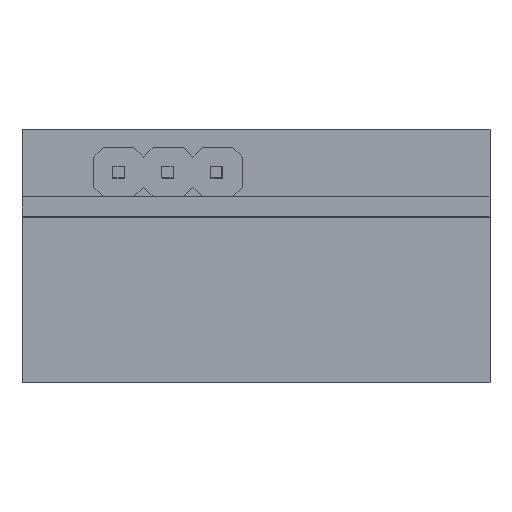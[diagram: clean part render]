
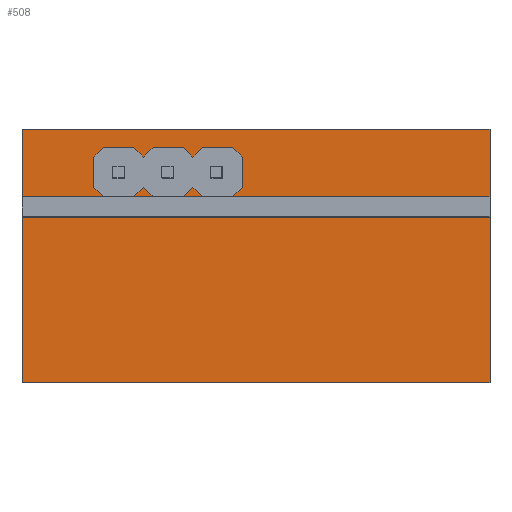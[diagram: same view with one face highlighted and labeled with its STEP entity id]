
A CAD part, top view. The second image highlights one B-rep face of the part: STEP entity #508.
In plain terms, the highlighted planar face has unit normal (0, 0, 1).
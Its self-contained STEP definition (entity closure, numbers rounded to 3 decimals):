
#118 = CARTESIAN_POINT ( 'NONE',  ( 0., 0., 1. ) ) ;
#134 = LINE ( 'NONE', #118, #719 ) ;
#500 = DIRECTION ( 'NONE',  ( 1., 0., 0. ) ) ;
#508 = ADVANCED_FACE ( 'NONE', ( #1064 ), #1636, .T. ) ;
#547 = EDGE_LOOP ( 'NONE', ( #2039, #2322, #1378, #794 ) ) ;
#572 = VERTEX_POINT ( 'NONE', #3341 ) ;
#601 = VERTEX_POINT ( 'NONE', #1121 ) ;
#719 = VECTOR ( 'NONE', #1254, 1000. ) ;
#794 = ORIENTED_EDGE ( 'NONE', *, *, #1686, .T. ) ;
#963 = EDGE_CURVE ( 'NONE', #601, #3294, #2210, .T. ) ;
#992 = CARTESIAN_POINT ( 'NONE',  ( -24., 0., 1. ) ) ;
#1064 = FACE_OUTER_BOUND ( 'NONE', #547, .T. ) ;
#1071 = CARTESIAN_POINT ( 'NONE',  ( -24., 0., 1. ) ) ;
#1121 = CARTESIAN_POINT ( 'NONE',  ( -24., 13., 1. ) ) ;
#1254 = DIRECTION ( 'NONE',  ( 0., 1., 0. ) ) ;
#1378 = ORIENTED_EDGE ( 'NONE', *, *, #963, .T. ) ;
#1636 = PLANE ( 'NONE',  #1671 ) ;
#1671 = AXIS2_PLACEMENT_3D ( 'NONE', #2464, #2482, #500 ) ;
#1686 = EDGE_CURVE ( 'NONE', #3294, #2823, #3084, .T. ) ;
#1818 = DIRECTION ( 'NONE',  ( -1., 0., 0. ) ) ;
#1864 = LINE ( 'NONE', #2652, #3007 ) ;
#2027 = EDGE_CURVE ( 'NONE', #572, #601, #1864, .T. ) ;
#2039 = ORIENTED_EDGE ( 'NONE', *, *, #2348, .T. ) ;
#2210 = LINE ( 'NONE', #1071, #3254 ) ;
#2322 = ORIENTED_EDGE ( 'NONE', *, *, #2027, .T. ) ;
#2348 = EDGE_CURVE ( 'NONE', #2823, #572, #134, .T. ) ;
#2464 = CARTESIAN_POINT ( 'NONE',  ( 0., 0., 1. ) ) ;
#2482 = DIRECTION ( 'NONE',  ( 0., 0., 1. ) ) ;
#2512 = CARTESIAN_POINT ( 'NONE',  ( 0., 0., 1. ) ) ;
#2652 = CARTESIAN_POINT ( 'NONE',  ( 0., 13., 1. ) ) ;
#2806 = DIRECTION ( 'NONE',  ( 1., 0., 0. ) ) ;
#2823 = VERTEX_POINT ( 'NONE', #2512 ) ;
#3007 = VECTOR ( 'NONE', #1818, 1000. ) ;
#3084 = LINE ( 'NONE', #3649, #3392 ) ;
#3254 = VECTOR ( 'NONE', #3667, 1000. ) ;
#3294 = VERTEX_POINT ( 'NONE', #992 ) ;
#3341 = CARTESIAN_POINT ( 'NONE',  ( 0., 13., 1. ) ) ;
#3392 = VECTOR ( 'NONE', #2806, 1000. ) ;
#3649 = CARTESIAN_POINT ( 'NONE',  ( 0., 0., 1. ) ) ;
#3667 = DIRECTION ( 'NONE',  ( 0., -1., 0. ) ) ;
